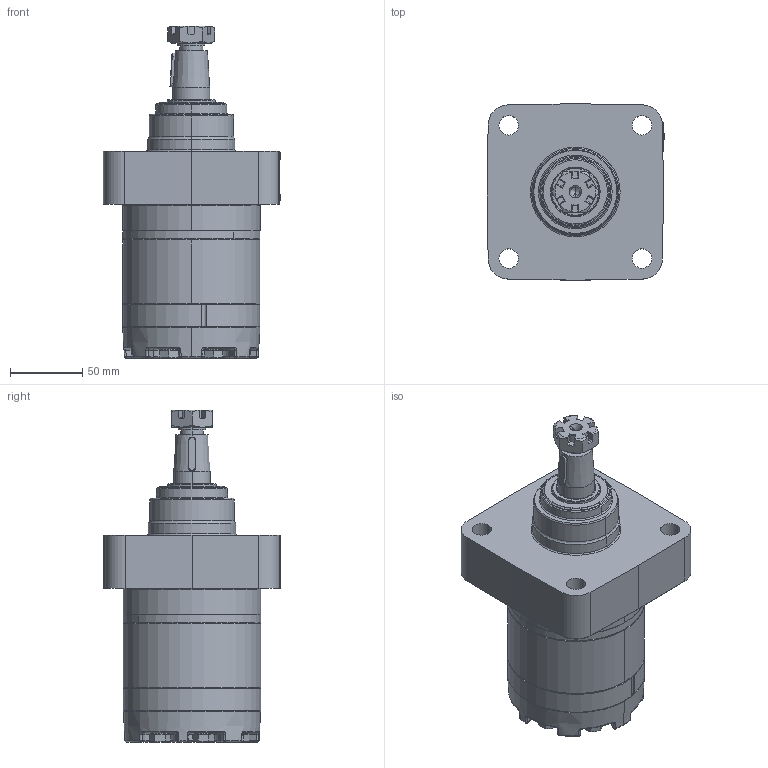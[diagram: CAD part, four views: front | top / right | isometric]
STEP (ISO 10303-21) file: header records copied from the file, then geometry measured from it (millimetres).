
FILE_DESCRIPTION((''),'2;1');
FILE_NAME('275XXXW3113AAAAAS_SW0001','2022-04-24T',('U374100'),(''),'CREO PARAMETRIC BY PTC INC, 2015480','CREO PARAMETRIC BY PTC INC, 2015480','');
FILE_SCHEMA(('CONFIG_CONTROL_DESIGN'));
Products named in the file (1): 275XXXW3113AAAAAS_SW0001
Bounding box: 122.89 x 121.92 x 229.48 mm (x, y, z)
Volume: 707379.5 mm3; surface area: 168148.8 mm2
Topology: 28 solids, 30 shells, 1362 faces, 3345 edges, 2125 vertices
Faces by surface type: plane 607, cylinder 390, cone 224, torus 101, bspline 28, sphere 12
Entity records: 49948 total; most frequent: CARTESIAN_POINT 17553, DIRECTION 6828, ORIENTED_EDGE 6682, EDGE_CURVE 3341, AXIS2_PLACEMENT_3D 2594, VERTEX_POINT 2125, VECTOR 1640, LINE 1640
